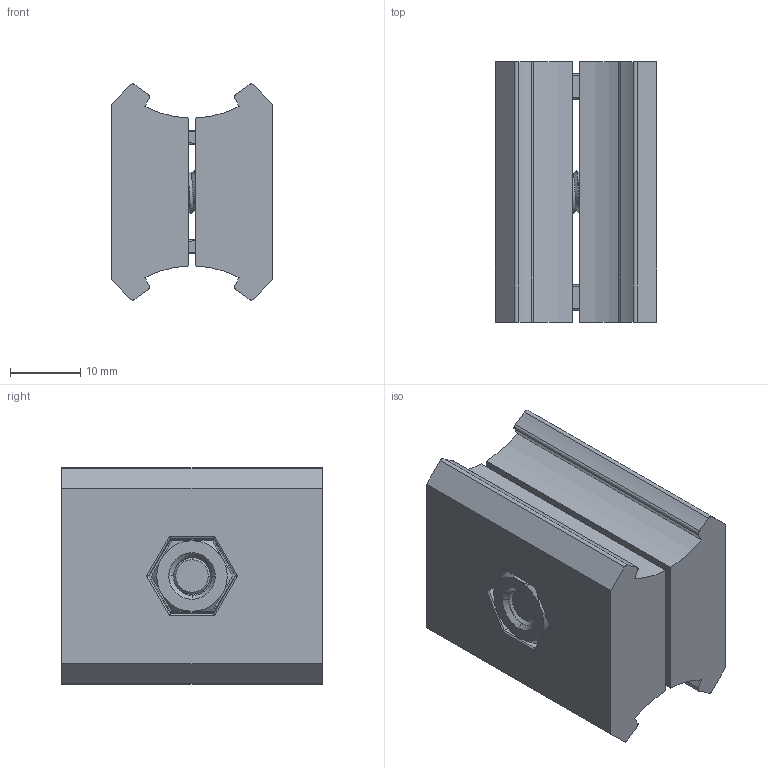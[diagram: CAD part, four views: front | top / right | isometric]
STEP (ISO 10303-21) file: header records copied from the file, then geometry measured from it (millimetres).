
FILE_DESCRIPTION (( 'STEP AP214' ), '1' );
FILE_NAME ('B386 Ñîåäèíèòåëü ïàðàëëåëüíûé òðóáíûõ ïðîôèëåé, 49ìì.STEP', '2024-01-23T07:50:26', ( '' ), ( '' ), 'SwSTEP 2.0', 'SolidWorks 2022', '' );
FILE_SCHEMA (( 'AUTOMOTIVE_DESIGN' ));
Length unit declared in the file: millimetre
Products named in the file (1): B386 Соединитель параллельный трубных профилей, 49мм
Bounding box: 23 x 37 x 30.71 mm (x, y, z)
Volume: 17275.2 mm3; surface area: 10072 mm2
Topology: 4 solids, 4 shells, 261 faces, 701 edges, 456 vertices
Faces by surface type: cylinder 118, plane 100, cone 27, bspline 16
Entity records: 16509 total; most frequent: CARTESIAN_POINT 7513, ORIENTED_EDGE 1402, DIRECTION 1020, EDGE_CURVE 701, VERTEX_POINT 456, LINE 372, VECTOR 372, AXIS2_PLACEMENT_3D 324
